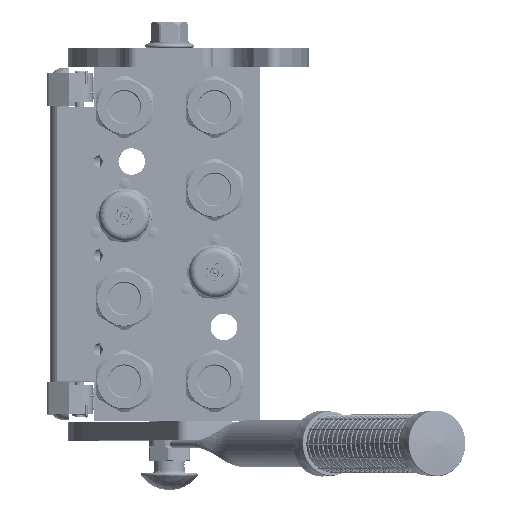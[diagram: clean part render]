
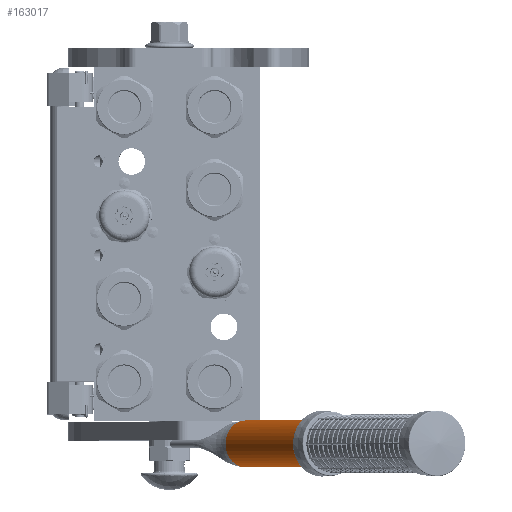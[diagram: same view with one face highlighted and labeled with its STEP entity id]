
A CAD part, top view. The second image highlights one B-rep face of the part: STEP entity #163017.
In plain terms, the highlighted cylindrical face has radius 12.5 mm (diameter 25 mm), a partial arc.
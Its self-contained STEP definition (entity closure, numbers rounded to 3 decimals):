
#687 = CARTESIAN_POINT ( 'NONE',  ( 12.5, 198., 0. ) ) ;
#1763 = ORIENTED_EDGE ( 'NONE', *, *, #147799, .F. ) ;
#2122 = CARTESIAN_POINT ( 'NONE',  ( 0., 0., 0. ) ) ;
#2277 = CARTESIAN_POINT ( 'NONE',  ( -12.461, 0.114, 0.981 ) ) ;
#10984 = ORIENTED_EDGE ( 'NONE', *, *, #57038, .T. ) ;
#17417 = CARTESIAN_POINT ( 'NONE',  ( 12.488, 0.202, 0.541 ) ) ;
#21740 = LINE ( 'NONE', #208649, #221127 ) ;
#22512 = CARTESIAN_POINT ( 'NONE',  ( -12.467, 0.131, 0.91 ) ) ;
#23329 = CARTESIAN_POINT ( 'NONE',  ( -12.426, 0., 1.36 ) ) ;
#25644 = VERTEX_POINT ( 'NONE', #687 ) ;
#35985 = CARTESIAN_POINT ( 'NONE',  ( 12.482, 0.18, 0.676 ) ) ;
#36977 = ORIENTED_EDGE ( 'NONE', *, *, #72382, .F. ) ;
#40240 = CARTESIAN_POINT ( 'NONE',  ( -12.471, 0.146, 0.847 ) ) ;
#41894 = CARTESIAN_POINT ( 'NONE',  ( -12.478, 0.167, 0.748 ) ) ;
#48639 = AXIS2_PLACEMENT_3D ( 'NONE', #224641, #203583, #205246 ) ;
#54484 = CARTESIAN_POINT ( 'NONE',  ( 12.481, 0.178, 0.683 ) ) ;
#57038 = EDGE_CURVE ( 'NONE', #221814, #25644, #21740, .T. ) ;
#57441 = VECTOR ( 'NONE', #221188, 1000. ) ;
#58611 = DIRECTION ( 'NONE',  ( -0.994, 0., 0.109 ) ) ;
#59373 = CARTESIAN_POINT ( 'NONE',  ( -12.5, 198., 0. ) ) ;
#61249 = CARTESIAN_POINT ( 'NONE',  ( -12.466, 0.127, 0.927 ) ) ;
#72382 = EDGE_CURVE ( 'NONE', #224795, #138493, #90964, .T. ) ;
#72673 = EDGE_CURVE ( 'NONE', #106841, #168624, #96269, .T. ) ;
#73904 = CARTESIAN_POINT ( 'NONE',  ( 12.456, 0.096, 1.087 ) ) ;
#79046 = CARTESIAN_POINT ( 'NONE',  ( -12.479, 0.172, 0.721 ) ) ;
#79714 = EDGE_CURVE ( 'NONE', #224795, #106841, #215958, .T. ) ;
#81395 = EDGE_LOOP ( 'NONE', ( #10984, #125622, #167638, #36977, #130570, #200214, #1763 ) ) ;
#90964 = B_SPLINE_CURVE_WITH_KNOTS ( 'NONE', 3,
 ( #23329, #195602, #232778, #2277, #138247, #61249, #158425, #22512, #117089, #40240, #194782, #41894, #79046, #214191, #233608, #137415 ),
 .UNSPECIFIED., .F., .F.,
 ( 4, 2, 1, 2, 2, 1, 2, 2, 4 ),
 ( 0., 0.25, 0.312, 0.328, 0.344, 0.375, 0.437, 0.5, 1. ),
 .UNSPECIFIED. ) ;
#94244 = CARTESIAN_POINT ( 'NONE',  ( 12.482, 0.182, 0.665 ) ) ;
#95061 = CARTESIAN_POINT ( 'NONE',  ( 12.486, 0.195, 0.586 ) ) ;
#96269 = CIRCLE ( 'NONE', #202078, 12.5 ) ;
#96492 = LINE ( 'NONE', #239783, #57441 ) ;
#97961 = B_SPLINE_CURVE_WITH_KNOTS ( 'NONE', 3,
 ( #231000, #133167, #209925, #247076, #115356, #17417, #95061, #170264, #94244, #35985, #54484, #112816, #230173, #73904, #189650 ),
 .UNSPECIFIED., .F., .F.,
 ( 4, 2, 2, 1, 1, 1, 2, 2, 4 ),
 ( 0., 0.25, 0.375, 0.437, 0.469, 0.484, 0.492, 0.5, 1. ),
 .UNSPECIFIED. ) ;
#105908 = CARTESIAN_POINT ( 'NONE',  ( 0., 0., 0. ) ) ;
#105969 = DIRECTION ( 'NONE',  ( 0., 1., 0. ) ) ;
#106748 = DIRECTION ( 'NONE',  ( 1., 0., 0. ) ) ;
#106841 = VERTEX_POINT ( 'NONE', #148215 ) ;
#108673 = EDGE_CURVE ( 'NONE', #116825, #25644, #241982, .T. ) ;
#112816 = CARTESIAN_POINT ( 'NONE',  ( 12.481, 0.178, 0.688 ) ) ;
#115356 = CARTESIAN_POINT ( 'NONE',  ( 12.492, 0.214, 0.452 ) ) ;
#116825 = VERTEX_POINT ( 'NONE', #59373 ) ;
#117089 = CARTESIAN_POINT ( 'NONE',  ( -12.468, 0.136, 0.889 ) ) ;
#125622 = ORIENTED_EDGE ( 'NONE', *, *, #108673, .F. ) ;
#130570 = ORIENTED_EDGE ( 'NONE', *, *, #79714, .T. ) ;
#133167 = CARTESIAN_POINT ( 'NONE',  ( 12.5, 0.24, 0.108 ) ) ;
#133807 = AXIS2_PLACEMENT_3D ( 'NONE', #2122, #135605, #58611 ) ;
#135605 = DIRECTION ( 'NONE',  ( 0., 1., 0. ) ) ;
#137415 = CARTESIAN_POINT ( 'NONE',  ( -12.5, 0.24, 0. ) ) ;
#138247 = CARTESIAN_POINT ( 'NONE',  ( -12.464, 0.121, 0.953 ) ) ;
#138493 = VERTEX_POINT ( 'NONE', #238186 ) ;
#147799 = EDGE_CURVE ( 'NONE', #221814, #168624, #97961, .T. ) ;
#148215 = CARTESIAN_POINT ( 'NONE',  ( 0., 0., 12.5 ) ) ;
#148433 = CARTESIAN_POINT ( 'NONE',  ( -12.426, 0., 1.36 ) ) ;
#158425 = CARTESIAN_POINT ( 'NONE',  ( -12.466, 0.13, 0.917 ) ) ;
#161204 = EDGE_CURVE ( 'NONE', #138493, #116825, #96492, .T. ) ;
#163017 = ADVANCED_FACE ( 'NONE', ( #180505 ), #219750, .T. ) ;
#167638 = ORIENTED_EDGE ( 'NONE', *, *, #161204, .F. ) ;
#168624 = VERTEX_POINT ( 'NONE', #174864 ) ;
#170264 = CARTESIAN_POINT ( 'NONE',  ( 12.484, 0.186, 0.638 ) ) ;
#173177 = DIRECTION ( 'NONE',  ( 0., 1., 0. ) ) ;
#174445 = CARTESIAN_POINT ( 'NONE',  ( 12.5, 0.24, 0. ) ) ;
#174864 = CARTESIAN_POINT ( 'NONE',  ( 12.426, 0., 1.36 ) ) ;
#180505 = FACE_OUTER_BOUND ( 'NONE', #81395, .T. ) ;
#189650 = CARTESIAN_POINT ( 'NONE',  ( 12.426, 0., 1.36 ) ) ;
#194782 = CARTESIAN_POINT ( 'NONE',  ( -12.474, 0.155, 0.804 ) ) ;
#195602 = CARTESIAN_POINT ( 'NONE',  ( -12.441, 0.049, 1.219 ) ) ;
#196553 = AXIS2_PLACEMENT_3D ( 'NONE', #105908, #199739, #106748 ) ;
#199739 = DIRECTION ( 'NONE',  ( 0., -1., 0. ) ) ;
#200214 = ORIENTED_EDGE ( 'NONE', *, *, #72673, .T. ) ;
#202078 = AXIS2_PLACEMENT_3D ( 'NONE', #202245, #105969, #241092 ) ;
#202245 = CARTESIAN_POINT ( 'NONE',  ( 0., 0., 0. ) ) ;
#203583 = DIRECTION ( 'NONE',  ( 0., 1., 0. ) ) ;
#205246 = DIRECTION ( 'NONE',  ( -1., 0., 0. ) ) ;
#208649 = CARTESIAN_POINT ( 'NONE',  ( 12.5, 0.24, 0. ) ) ;
#209925 = CARTESIAN_POINT ( 'NONE',  ( 12.499, 0.235, 0.221 ) ) ;
#214191 = CARTESIAN_POINT ( 'NONE',  ( -12.494, 0.221, 0.449 ) ) ;
#215958 = CIRCLE ( 'NONE', #133807, 12.5 ) ;
#219750 = CYLINDRICAL_SURFACE ( 'NONE', #196553, 12.5 ) ;
#221127 = VECTOR ( 'NONE', #173177, 1000. ) ;
#221188 = DIRECTION ( 'NONE',  ( 0., 1., 0. ) ) ;
#221814 = VERTEX_POINT ( 'NONE', #174445 ) ;
#224641 = CARTESIAN_POINT ( 'NONE',  ( 0., 198., 0. ) ) ;
#224795 = VERTEX_POINT ( 'NONE', #148433 ) ;
#230173 = CARTESIAN_POINT ( 'NONE',  ( 12.472, 0.146, 0.859 ) ) ;
#231000 = CARTESIAN_POINT ( 'NONE',  ( 12.5, 0.24, 0. ) ) ;
#232778 = CARTESIAN_POINT ( 'NONE',  ( -12.452, 0.083, 1.1 ) ) ;
#233608 = CARTESIAN_POINT ( 'NONE',  ( -12.5, 0.24, 0.216 ) ) ;
#238186 = CARTESIAN_POINT ( 'NONE',  ( -12.5, 0.24, 0. ) ) ;
#239783 = CARTESIAN_POINT ( 'NONE',  ( -12.5, 0.24, 0. ) ) ;
#241092 = DIRECTION ( 'NONE',  ( -0.994, 0., 0.109 ) ) ;
#241982 = CIRCLE ( 'NONE', #48639, 12.5 ) ;
#247076 = CARTESIAN_POINT ( 'NONE',  ( 12.494, 0.22, 0.394 ) ) ;
